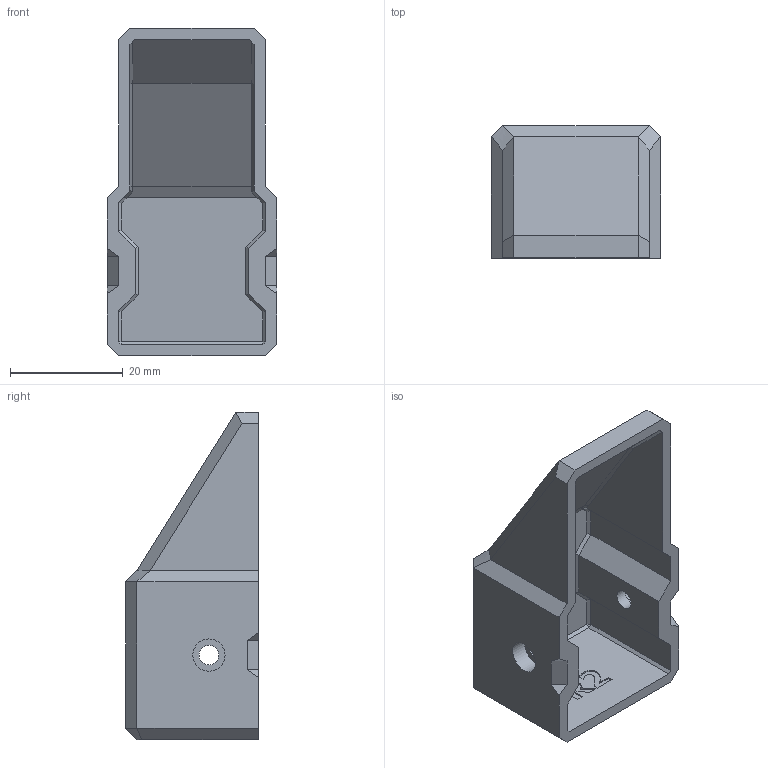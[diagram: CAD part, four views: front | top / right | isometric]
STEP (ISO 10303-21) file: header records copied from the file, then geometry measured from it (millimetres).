
FILE_DESCRIPTION(/* description */ (''),/* implementation_level */ '2;1');
FILE_NAME(/* name */ 'frame-rear-cover.stp',/* time_stamp */ '2023-12-19T12:38:56+01:00',/* author */ ('Dominik Tebich'),/* organization */ (''),/* preprocessor_version */ 'ST-DEVELOPER v19.2',/* originating_system */ 'Autodesk Inventor 2023',/* authorisation */ '');
FILE_SCHEMA (('AUTOMOTIVE_DESIGN { 1 0 10303 214 3 1 1 }'));
Length unit declared in the file: millimetre
Products named in the file (1): frame-rear-cover_R2
Bounding box: 30 x 23.5 x 58 mm (x, y, z)
Volume: 10216 mm3; surface area: 8683.6 mm2
Topology: 1 solids, 1 shells, 121 faces, 307 edges, 194 vertices
Faces by surface type: plane 99, bspline 18, cylinder 4
Full cylindrical faces by diameter (mm): 3.5 x2, 5.7 x2
Entity records: 3706 total; most frequent: CARTESIAN_POINT 867, ORIENTED_EDGE 614, DIRECTION 489, EDGE_CURVE 307, LINE 265, VECTOR 265, VERTEX_POINT 194, EDGE_LOOP 131
